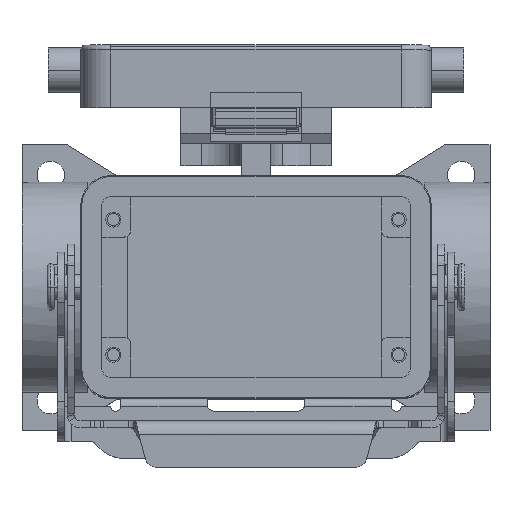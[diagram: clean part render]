
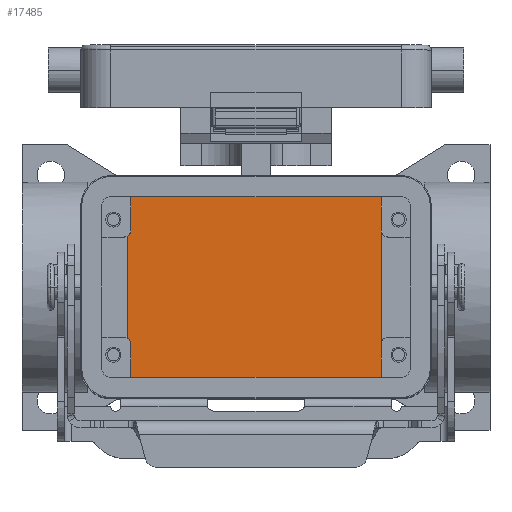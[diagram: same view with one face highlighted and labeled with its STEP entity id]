
A CAD part, top view. The second image highlights one B-rep face of the part: STEP entity #17485.
In plain terms, the highlighted planar face has unit normal (0, 0, 1).
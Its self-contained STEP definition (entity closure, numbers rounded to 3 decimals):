
#17412=CARTESIAN_POINT('',(0.0,0.,-62.0));
#17413=DIRECTION('',(0.0,0.0,1.0));
#17414=DIRECTION('',(1.0,0.0,0.0));
#17415=AXIS2_PLACEMENT_3D('',#17412,#17413,#17414);
#17416=PLANE('',#17415);
#17417=CARTESIAN_POINT('',(-25.75,10.201,-62.0));
#17418=VERTEX_POINT('',#17417);
#17419=CARTESIAN_POINT('',(-25.75,-10.201,-62.0));
#17420=VERTEX_POINT('',#17419);
#17421=CARTESIAN_POINT('',(-25.75,10.201,-62.0));
#17422=DIRECTION('',(0.0,-1.0,0.0));
#17423=VECTOR('',#17422,20.402);
#17424=LINE('',#17421,#17423);
#17425=EDGE_CURVE('',#17418,#17420,#17424,.T.);
#17426=ORIENTED_EDGE('',*,*,#17425,.T.);
#17427=CARTESIAN_POINT('',(-25.0,-11.5,-62.));
#17428=VERTEX_POINT('',#17427);
#17429=CARTESIAN_POINT('',(-26.5,-11.5,-62.0));
#17430=DIRECTION('',(0.0,0.0,-1.0));
#17431=DIRECTION('',(-1.0,0.0,0.0));
#17432=AXIS2_PLACEMENT_3D('',#17429,#17430,#17431);
#17433=CIRCLE('',#17432,1.5);
#17434=EDGE_CURVE('',#17420,#17428,#17433,.T.);
#17435=ORIENTED_EDGE('',*,*,#17434,.T.);
#17436=CARTESIAN_POINT('',(-25.0,-18.25,-62.));
#17437=VERTEX_POINT('',#17436);
#17438=CARTESIAN_POINT('',(-25.0,-11.5,-62.));
#17439=DIRECTION('',(0.0,-1.0,0.0));
#17440=VECTOR('',#17439,6.75);
#17441=LINE('',#17438,#17440);
#17442=EDGE_CURVE('',#17428,#17437,#17441,.T.);
#17443=ORIENTED_EDGE('',*,*,#17442,.T.);
#17444=CARTESIAN_POINT('',(25.0,-18.25,-62.));
#17445=VERTEX_POINT('',#17444);
#17446=CARTESIAN_POINT('',(-25.0,-18.25,-62.));
#17447=DIRECTION('',(1.0,0.0,0.0));
#17448=VECTOR('',#17447,50.0);
#17449=LINE('',#17446,#17448);
#17450=EDGE_CURVE('',#17437,#17445,#17449,.T.);
#17451=ORIENTED_EDGE('',*,*,#17450,.T.);
#17452=CARTESIAN_POINT('',(25.,18.25,-62.));
#17453=VERTEX_POINT('',#17452);
#17454=CARTESIAN_POINT('',(25.0,-18.25,-62.));
#17455=DIRECTION('',(0.0,1.0,0.0));
#17456=VECTOR('',#17455,36.5);
#17457=LINE('',#17454,#17456);
#17458=EDGE_CURVE('',#17445,#17453,#17457,.T.);
#17459=ORIENTED_EDGE('',*,*,#17458,.T.);
#17460=CARTESIAN_POINT('',(-25.0,18.25,-62.));
#17461=VERTEX_POINT('',#17460);
#17462=CARTESIAN_POINT('',(25.,18.25,-62.));
#17463=DIRECTION('',(-1.0,0.0,0.0));
#17464=VECTOR('',#17463,50.);
#17465=LINE('',#17462,#17464);
#17466=EDGE_CURVE('',#17453,#17461,#17465,.T.);
#17467=ORIENTED_EDGE('',*,*,#17466,.T.);
#17468=CARTESIAN_POINT('',(-25.,11.5,-62.));
#17469=VERTEX_POINT('',#17468);
#17470=CARTESIAN_POINT('',(-25.0,18.25,-62.));
#17471=DIRECTION('',(0.0,-1.0,0.0));
#17472=VECTOR('',#17471,6.75);
#17473=LINE('',#17470,#17472);
#17474=EDGE_CURVE('',#17461,#17469,#17473,.T.);
#17475=ORIENTED_EDGE('',*,*,#17474,.T.);
#17476=CARTESIAN_POINT('',(-26.5,11.5,-62.0));
#17477=DIRECTION('',(0.0,0.0,-1.0));
#17478=DIRECTION('',(0.0,-1.0,0.0));
#17479=AXIS2_PLACEMENT_3D('',#17476,#17477,#17478);
#17480=CIRCLE('',#17479,1.5);
#17481=EDGE_CURVE('',#17469,#17418,#17480,.T.);
#17482=ORIENTED_EDGE('',*,*,#17481,.T.);
#17483=EDGE_LOOP('',(#17426,#17435,#17443,#17451,#17459,#17467,#17475,#17482));
#17484=FACE_OUTER_BOUND('',#17483,.T.);
#17485=ADVANCED_FACE('',(#17484),#17416,.T.);
